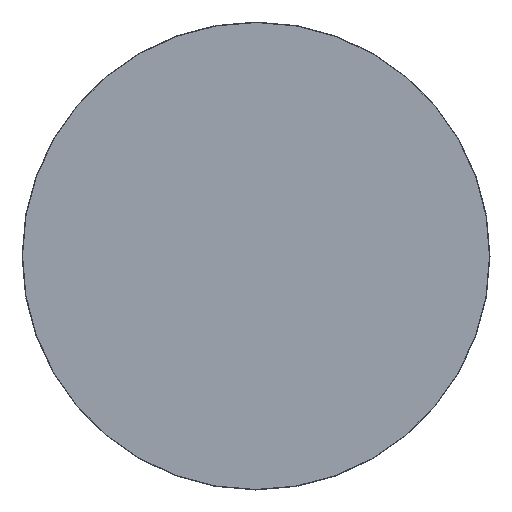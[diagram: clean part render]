
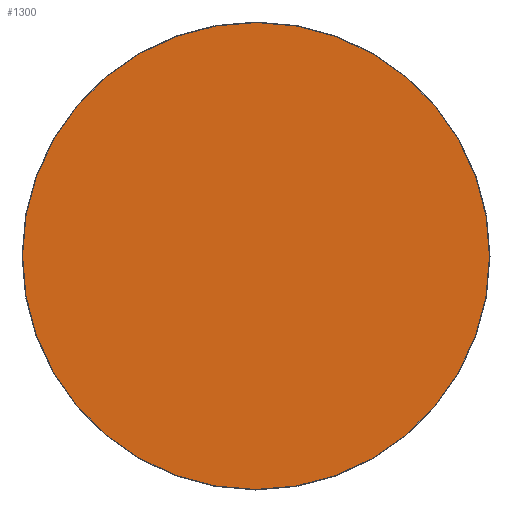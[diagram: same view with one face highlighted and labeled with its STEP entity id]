
A CAD part, front view. The second image highlights one B-rep face of the part: STEP entity #1300.
In plain terms, the highlighted planar face has unit normal (0, -1, 0).
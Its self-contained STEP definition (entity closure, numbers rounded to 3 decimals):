
#328=FACE_OUTER_BOUND('',#414,.T.);
#414=EDGE_LOOP('',(#1173,#1174));
#513=CIRCLE('',#1471,104.499);
#514=CIRCLE('',#1472,104.499);
#646=VERTEX_POINT('',#5024);
#647=VERTEX_POINT('',#5025);
#825=EDGE_CURVE('',#646,#647,#513,.T.);
#826=EDGE_CURVE('',#647,#646,#514,.T.);
#1173=ORIENTED_EDGE('',*,*,#825,.T.);
#1174=ORIENTED_EDGE('',*,*,#826,.T.);
#1232=PLANE('',#1474);
#1300=ADVANCED_FACE('',(#328),#1232,.T.);
#1471=AXIS2_PLACEMENT_3D('',#5026,#1815,#1816);
#1472=AXIS2_PLACEMENT_3D('',#5027,#1817,#1818);
#1474=AXIS2_PLACEMENT_3D('',#5029,#1821,#1822);
#1815=DIRECTION('center_axis',(0.,-1.,0.));
#1816=DIRECTION('ref_axis',(-0.498,0.,0.867));
#1817=DIRECTION('center_axis',(0.,-1.,0.));
#1818=DIRECTION('ref_axis',(-0.498,0.,0.867));
#1821=DIRECTION('center_axis',(0.,-1.,0.));
#1822=DIRECTION('ref_axis',(0.867,0.,0.498));
#5024=CARTESIAN_POINT('',(-51.996,0.,90.645));
#5025=CARTESIAN_POINT('',(-90.645,0.,-51.996));
#5026=CARTESIAN_POINT('Origin',(0.,0.,0.));
#5027=CARTESIAN_POINT('Origin',(0.,0.,0.));
#5029=CARTESIAN_POINT('Origin',(-25.998,0.,45.322));
